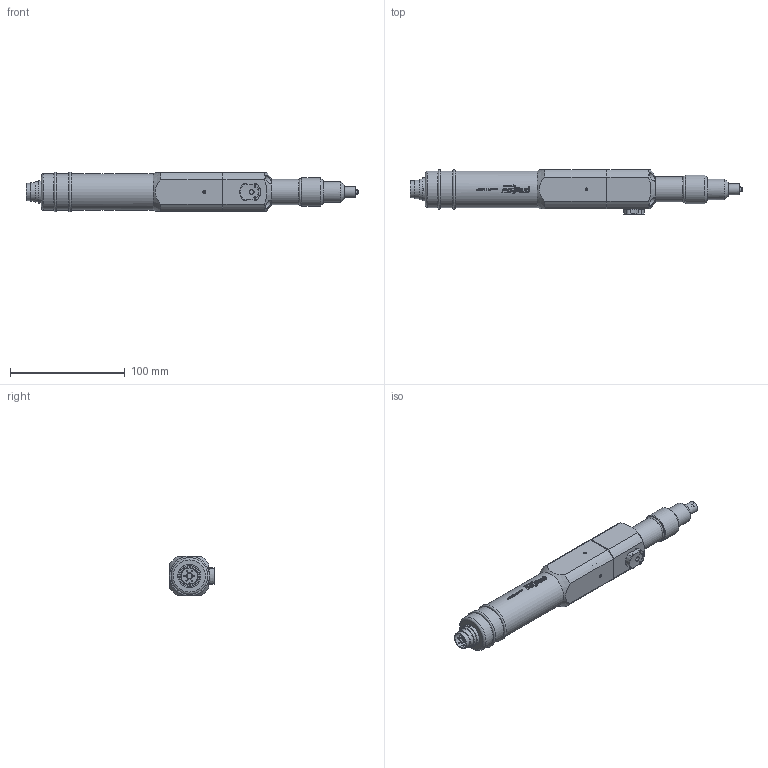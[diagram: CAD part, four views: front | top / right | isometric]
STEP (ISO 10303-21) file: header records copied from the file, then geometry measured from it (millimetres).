
FILE_DESCRIPTION (( 'STEP AP214' ), '1' );
FILE_NAME ('20723.STEP', '2018-09-07T11:30:08', ( '' ), ( '' ), 'SwSTEP 2.0', 'SolidWorks 2017', '' );
FILE_SCHEMA (( 'AUTOMOTIVE_DESIGN' ));
Length unit declared in the file: millimetre
Products named in the file (1): 20723
Bounding box: 289.85 x 39.37 x 34.8 mm (x, y, z)
Volume: 212760.5 mm3; surface area: 36349.4 mm2
Topology: 2 solids, 26 shells, 647 faces, 2035 edges, 1542 vertices
Faces by surface type: plane 268, cylinder 250, cone 59, torus 41, bspline 29
Full cylindrical faces by diameter (mm): 0.6 x14, 0.7 x14, 1 x14, 2 x3, 2.5 x2, 3.2 x1, 4 x4, 4.5 x8, 7 x4, 7.5 x4, 8.2 x1, 9.5 x1, 11.45 x1, 14.5 x1, 15 x1, 16 x2, 18 x2, 18.2 x1, 20 x1, 21.9 x1, 25 x1, 32 x3
Entity records: 33205 total; most frequent: CARTESIAN_POINT 10152, ORIENTED_EDGE 3530, DIRECTION 3008, EDGE_CURVE 1765, VERTEX_POINT 1443, AXIS2_PLACEMENT_3D 1207, EDGE_LOOP 960, FACE_OUTER_BOUND 760
